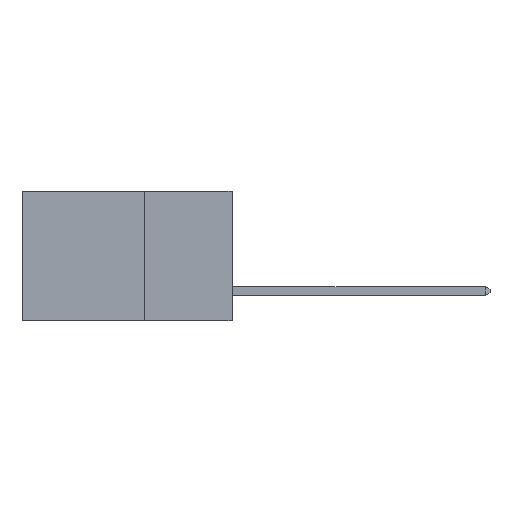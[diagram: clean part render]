
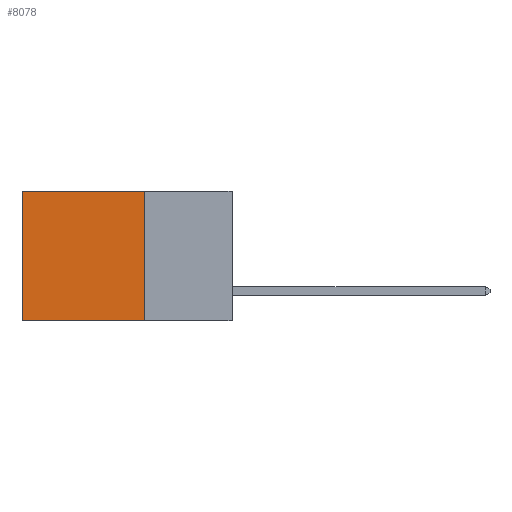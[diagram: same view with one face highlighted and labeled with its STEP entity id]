
A CAD part, left-side view. The second image highlights one B-rep face of the part: STEP entity #8078.
In plain terms, the highlighted planar face has unit normal (-1, 0, 0).
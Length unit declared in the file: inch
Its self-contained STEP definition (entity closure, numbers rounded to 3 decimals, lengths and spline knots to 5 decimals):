
#1334 = LINE ( 'NONE', #20538, #13212 ) ;
#1840 = AXIS2_PLACEMENT_3D ( 'NONE', #3026, #20908, #7520 ) ;
#1919 = VECTOR ( 'NONE', #2873, 39.37008 ) ;
#2873 = DIRECTION ( 'NONE',  ( 0., 0., -1. ) ) ;
#3026 = CARTESIAN_POINT ( 'NONE',  ( 0.2875, 0.25, 0. ) ) ;
#3671 = LINE ( 'NONE', #23815, #9596 ) ;
#3768 = VECTOR ( 'NONE', #12118, 39.37008 ) ;
#5913 = DIRECTION ( 'NONE',  ( 0., 1., 0. ) ) ;
#7047 = CARTESIAN_POINT ( 'NONE',  ( 0.2875, 0.6, -0.37 ) ) ;
#7520 = DIRECTION ( 'NONE',  ( 0., 0., -1. ) ) ;
#7952 = VERTEX_POINT ( 'NONE', #7047 ) ;
#8078 = ADVANCED_FACE ( 'NONE', ( #25385 ), #18660, .F. ) ;
#8577 = VERTEX_POINT ( 'NONE', #11816 ) ;
#9174 = EDGE_CURVE ( 'NONE', #25949, #8577, #24299, .T. ) ;
#9596 = VECTOR ( 'NONE', #5913, 39.37008 ) ;
#10919 = ORIENTED_EDGE ( 'NONE', *, *, #9174, .F. ) ;
#11816 = CARTESIAN_POINT ( 'NONE',  ( 0.2875, 0.25, -0.37 ) ) ;
#12118 = DIRECTION ( 'NONE',  ( 0., 1., 0. ) ) ;
#13212 = VECTOR ( 'NONE', #18371, 39.37008 ) ;
#18045 = EDGE_LOOP ( 'NONE', ( #27830, #22724, #10919, #22889 ) ) ;
#18371 = DIRECTION ( 'NONE',  ( 0., 0., -1. ) ) ;
#18660 = PLANE ( 'NONE',  #1840 ) ;
#20063 = EDGE_CURVE ( 'NONE', #25949, #23269, #3671, .T. ) ;
#20538 = CARTESIAN_POINT ( 'NONE',  ( 0.2875, 0.6, 0. ) ) ;
#20908 = DIRECTION ( 'NONE',  ( 1., 0., 0. ) ) ;
#21244 = CARTESIAN_POINT ( 'NONE',  ( 0.2875, 0.25, 0. ) ) ;
#22724 = ORIENTED_EDGE ( 'NONE', *, *, #25074, .F. ) ;
#22889 = ORIENTED_EDGE ( 'NONE', *, *, #20063, .T. ) ;
#23009 = LINE ( 'NONE', #23274, #3768 ) ;
#23269 = VERTEX_POINT ( 'NONE', #28132 ) ;
#23274 = CARTESIAN_POINT ( 'NONE',  ( 0.2875, 0.25, -0.37 ) ) ;
#23815 = CARTESIAN_POINT ( 'NONE',  ( 0.2875, 0.25, 0. ) ) ;
#24299 = LINE ( 'NONE', #27473, #1919 ) ;
#24983 = EDGE_CURVE ( 'NONE', #23269, #7952, #1334, .T. ) ;
#25074 = EDGE_CURVE ( 'NONE', #8577, #7952, #23009, .T. ) ;
#25385 = FACE_OUTER_BOUND ( 'NONE', #18045, .T. ) ;
#25949 = VERTEX_POINT ( 'NONE', #21244 ) ;
#27473 = CARTESIAN_POINT ( 'NONE',  ( 0.2875, 0.25, 0. ) ) ;
#27830 = ORIENTED_EDGE ( 'NONE', *, *, #24983, .T. ) ;
#28132 = CARTESIAN_POINT ( 'NONE',  ( 0.2875, 0.6, 0. ) ) ;
